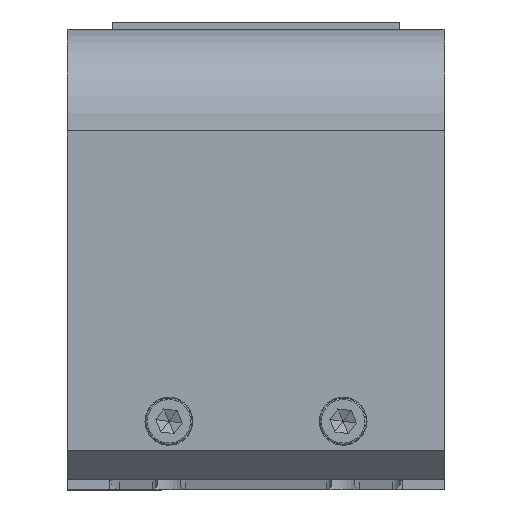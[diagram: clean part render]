
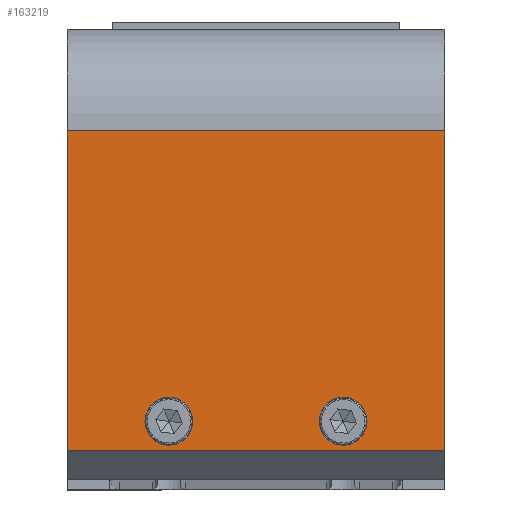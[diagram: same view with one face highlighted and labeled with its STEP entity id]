
A CAD part, top view. The second image highlights one B-rep face of the part: STEP entity #163219.
In plain terms, the highlighted planar face has unit normal (0, 0, 1).
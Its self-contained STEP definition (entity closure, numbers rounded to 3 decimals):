
#731 = EDGE_CURVE ( 'NONE', #192728, #204430, #96914, .T. ) ;
#7153 = EDGE_CURVE ( 'NONE', #61428, #133701, #83618, .T. ) ;
#8221 = CARTESIAN_POINT ( 'NONE',  ( 181.717, 207.762, 762.525 ) ) ;
#10964 = VECTOR ( 'NONE', #77242, 1000. ) ;
#13228 = CIRCLE ( 'NONE', #199487, 8.25 ) ;
#23672 = CARTESIAN_POINT ( 'NONE',  ( 113.467, 207.762, 762.525 ) ) ;
#34401 = EDGE_CURVE ( 'NONE', #95665, #192728, #72737, .T. ) ;
#38600 = DIRECTION ( 'NONE',  ( 0., 0., 1. ) ) ;
#40411 = CARTESIAN_POINT ( 'NONE',  ( 208.467, 197.762, 762.525 ) ) ;
#46504 = FACE_BOUND ( 'NONE', #204645, .T. ) ;
#47707 = CARTESIAN_POINT ( 'NONE',  ( 173.467, 207.762, 762.525 ) ) ;
#50543 = AXIS2_PLACEMENT_3D ( 'NONE', #47707, #85857, #116163 ) ;
#53140 = EDGE_CURVE ( 'NONE', #100661, #204430, #163810, .T. ) ;
#56488 = CIRCLE ( 'NONE', #70919, 8.25 ) ;
#60643 = CARTESIAN_POINT ( 'NONE',  ( 208.467, 197.762, 762.525 ) ) ;
#61428 = VERTEX_POINT ( 'NONE', #204038 ) ;
#63497 = CARTESIAN_POINT ( 'NONE',  ( 208.467, 197.762, 762.525 ) ) ;
#65239 = EDGE_CURVE ( 'NONE', #125135, #180922, #182912, .T. ) ;
#70919 = AXIS2_PLACEMENT_3D ( 'NONE', #192222, #38600, #210129 ) ;
#72737 = LINE ( 'NONE', #112013, #10964 ) ;
#74816 = ORIENTED_EDGE ( 'NONE', *, *, #731, .T. ) ;
#77242 = DIRECTION ( 'NONE',  ( -1., 0., 0. ) ) ;
#80054 = CARTESIAN_POINT ( 'NONE',  ( 78.467, 197.762, 762.525 ) ) ;
#83503 = CARTESIAN_POINT ( 'NONE',  ( 208.467, 197.762, 762.525 ) ) ;
#83618 = CIRCLE ( 'NONE', #183698, 8.25 ) ;
#84612 = DIRECTION ( 'NONE',  ( 0., 0., 1. ) ) ;
#85857 = DIRECTION ( 'NONE',  ( 0., 0., 1. ) ) ;
#92199 = DIRECTION ( 'NONE',  ( 1., 0., 0. ) ) ;
#94434 = ORIENTED_EDGE ( 'NONE', *, *, #53140, .F. ) ;
#95665 = VERTEX_POINT ( 'NONE', #199643 ) ;
#96914 = LINE ( 'NONE', #80054, #117267 ) ;
#100661 = VERTEX_POINT ( 'NONE', #63497 ) ;
#101905 = CARTESIAN_POINT ( 'NONE',  ( 121.717, 207.762, 762.525 ) ) ;
#102021 = ORIENTED_EDGE ( 'NONE', *, *, #148788, .F. ) ;
#107747 = LINE ( 'NONE', #40411, #122791 ) ;
#109992 = DIRECTION ( 'NONE',  ( 0., -1., 0. ) ) ;
#110273 = CARTESIAN_POINT ( 'NONE',  ( 78.467, 197.762, 762.525 ) ) ;
#111621 = FACE_BOUND ( 'NONE', #205787, .T. ) ;
#112013 = CARTESIAN_POINT ( 'NONE',  ( 208.467, 307.762, 762.525 ) ) ;
#116163 = DIRECTION ( 'NONE',  ( 1., 0., 0. ) ) ;
#117267 = VECTOR ( 'NONE', #148374, 1000. ) ;
#120420 = CARTESIAN_POINT ( 'NONE',  ( 165.217, 207.762, 762.525 ) ) ;
#121959 = CARTESIAN_POINT ( 'NONE',  ( 78.467, 307.762, 762.525 ) ) ;
#122791 = VECTOR ( 'NONE', #109992, 1000. ) ;
#125135 = VERTEX_POINT ( 'NONE', #120420 ) ;
#132795 = PLANE ( 'NONE',  #216317 ) ;
#133701 = VERTEX_POINT ( 'NONE', #101905 ) ;
#136109 = CARTESIAN_POINT ( 'NONE',  ( 113.467, 207.762, 762.525 ) ) ;
#137434 = ORIENTED_EDGE ( 'NONE', *, *, #195185, .F. ) ;
#142631 = EDGE_CURVE ( 'NONE', #95665, #100661, #107747, .T. ) ;
#148374 = DIRECTION ( 'NONE',  ( 0., -1., 0. ) ) ;
#148788 = EDGE_CURVE ( 'NONE', #180922, #125135, #56488, .T. ) ;
#152872 = DIRECTION ( 'NONE',  ( -1., 0., 0. ) ) ;
#161708 = EDGE_LOOP ( 'NONE', ( #74816, #94434, #177476, #197295 ) ) ;
#163219 = ADVANCED_FACE ( 'NONE', ( #46504, #111621, #179865 ), #132795, .F. ) ;
#163810 = LINE ( 'NONE', #60643, #180721 ) ;
#172934 = DIRECTION ( 'NONE',  ( 1., 0., 0. ) ) ;
#177476 = ORIENTED_EDGE ( 'NONE', *, *, #142631, .F. ) ;
#179416 = DIRECTION ( 'NONE',  ( -1., 0., 0. ) ) ;
#179865 = FACE_OUTER_BOUND ( 'NONE', #161708, .T. ) ;
#180016 = ORIENTED_EDGE ( 'NONE', *, *, #7153, .F. ) ;
#180721 = VECTOR ( 'NONE', #179416, 1000. ) ;
#180922 = VERTEX_POINT ( 'NONE', #8221 ) ;
#182912 = CIRCLE ( 'NONE', #50543, 8.25 ) ;
#183698 = AXIS2_PLACEMENT_3D ( 'NONE', #23672, #210926, #92199 ) ;
#189816 = ORIENTED_EDGE ( 'NONE', *, *, #65239, .F. ) ;
#192222 = CARTESIAN_POINT ( 'NONE',  ( 173.467, 207.762, 762.525 ) ) ;
#192728 = VERTEX_POINT ( 'NONE', #121959 ) ;
#195185 = EDGE_CURVE ( 'NONE', #133701, #61428, #13228, .T. ) ;
#197295 = ORIENTED_EDGE ( 'NONE', *, *, #34401, .T. ) ;
#199487 = AXIS2_PLACEMENT_3D ( 'NONE', #136109, #84612, #172934 ) ;
#199643 = CARTESIAN_POINT ( 'NONE',  ( 208.467, 307.762, 762.525 ) ) ;
#204038 = CARTESIAN_POINT ( 'NONE',  ( 105.217, 207.762, 762.525 ) ) ;
#204430 = VERTEX_POINT ( 'NONE', #110273 ) ;
#204477 = DIRECTION ( 'NONE',  ( 0., 0., -1. ) ) ;
#204645 = EDGE_LOOP ( 'NONE', ( #137434, #180016 ) ) ;
#205787 = EDGE_LOOP ( 'NONE', ( #102021, #189816 ) ) ;
#210129 = DIRECTION ( 'NONE',  ( 1., 0., 0. ) ) ;
#210926 = DIRECTION ( 'NONE',  ( 0., 0., 1. ) ) ;
#216317 = AXIS2_PLACEMENT_3D ( 'NONE', #83503, #204477, #152872 ) ;
